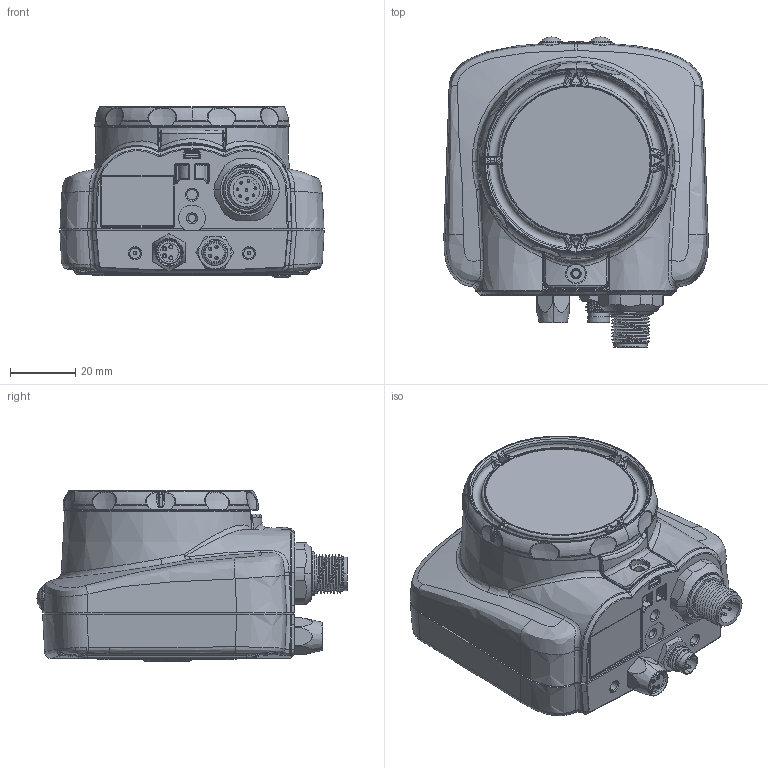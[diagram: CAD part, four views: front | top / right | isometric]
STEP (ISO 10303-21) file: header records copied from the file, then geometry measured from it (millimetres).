
FILE_DESCRIPTION((''),'2;1');
FILE_NAME('154664_SM01_ASM','2025-10-10T11:41:13',('banengservice'),('BANNER ENGINEERING'),'CREO PARAMETRIC BY PTC INC, 2022414','CREO PARAMETRIC BY PTC INC, 2022414','');
FILE_SCHEMA(('CONFIG_CONTROL_DESIGN'));
Products named in the file (2): 154664_EP01; 154664_SM01_ASM
Assembly tree (1 placements, depth 2):
  154664_SM01_ASM
    154664_EP01
Bounding box: 81.17 x 95.25 x 52.3 mm (x, y, z)
Volume: 230933.8 mm3; surface area: 32524.4 mm2
Topology: 1 solids, 2 shells, 1418 faces, 3412 edges, 2035 vertices
Faces by surface type: bspline 510, cylinder 300, plane 236, torus 167, cone 158, sphere 45, revolution 2
Entity records: 84047 total; most frequent: CARTESIAN_POINT 54673, ORIENTED_EDGE 6788, DIRECTION 5280, EDGE_CURVE 3394, AXIS2_PLACEMENT_3D 2250, VERTEX_POINT 2035, EDGE_LOOP 1499, FACE_OUTER_BOUND 1418
